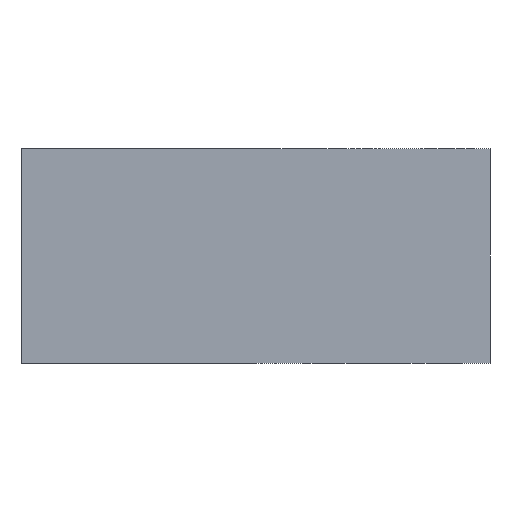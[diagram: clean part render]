
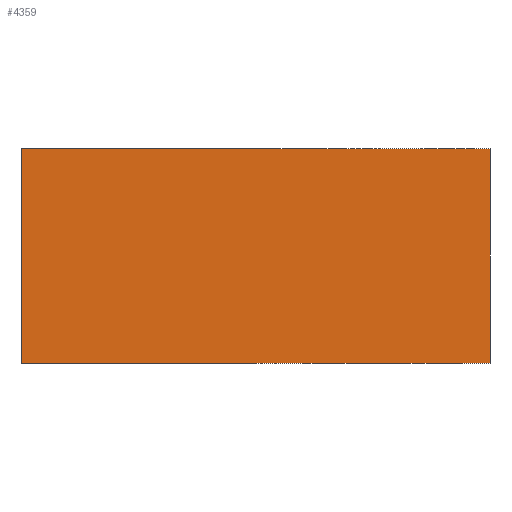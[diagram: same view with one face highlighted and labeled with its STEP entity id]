
A CAD part, front view. The second image highlights one B-rep face of the part: STEP entity #4359.
In plain terms, the highlighted planar face has unit normal (0, -1, 0).
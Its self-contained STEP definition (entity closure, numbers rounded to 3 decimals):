
#364=LINE('',#5911,#750);
#423=LINE('',#6173,#809);
#668=LINE('',#7515,#1054);
#669=LINE('',#7629,#1055);
#750=VECTOR('',#4788,45.);
#809=VECTOR('',#4893,98.);
#1054=VECTOR('',#5296,98.);
#1055=VECTOR('',#5447,45.);
#1299=PLANE('',#4598);
#1549=FACE_OUTER_BOUND('',#1879,.T.);
#1879=EDGE_LOOP('',(#4094,#4095,#4096,#4097));
#2034=VERTEX_POINT('',#5908);
#2035=VERTEX_POINT('',#5910);
#2087=VERTEX_POINT('',#6171);
#2320=VERTEX_POINT('',#7511);
#2479=EDGE_CURVE('',#2035,#2034,#364,.T.);
#2556=EDGE_CURVE('',#2087,#2034,#423,.T.);
#2905=EDGE_CURVE('',#2035,#2320,#668,.T.);
#2944=EDGE_CURVE('',#2320,#2087,#669,.T.);
#4094=ORIENTED_EDGE('',*,*,#2479,.T.);
#4095=ORIENTED_EDGE('',*,*,#2556,.F.);
#4096=ORIENTED_EDGE('',*,*,#2944,.F.);
#4097=ORIENTED_EDGE('',*,*,#2905,.F.);
#4359=ADVANCED_FACE('',(#1549),#1299,.F.);
#4598=AXIS2_PLACEMENT_3D('',#7628,#5445,#5446);
#4788=DIRECTION('',(0.,0.,-1.));
#4893=DIRECTION('',(-1.,0.,0.));
#5296=DIRECTION('',(1.,0.,0.));
#5445=DIRECTION('center_axis',(0.,1.,0.));
#5446=DIRECTION('ref_axis',(0.,0.,1.));
#5447=DIRECTION('',(0.,0.,-1.));
#5908=CARTESIAN_POINT('',(286.,0.,45.));
#5910=CARTESIAN_POINT('',(286.,0.,90.));
#5911=CARTESIAN_POINT('',(286.,0.,67.5));
#6171=CARTESIAN_POINT('',(384.,0.,45.));
#6173=CARTESIAN_POINT('',(335.,0.,45.));
#7511=CARTESIAN_POINT('',(384.,0.,90.));
#7515=CARTESIAN_POINT('',(335.,0.,90.));
#7628=CARTESIAN_POINT('Origin',(335.,0.,67.5));
#7629=CARTESIAN_POINT('',(384.,0.,67.5));
